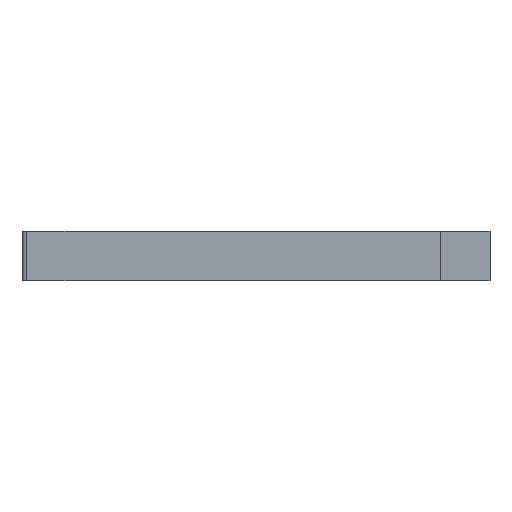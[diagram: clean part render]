
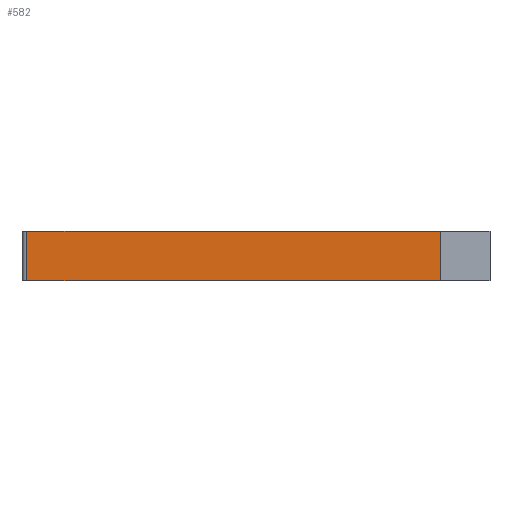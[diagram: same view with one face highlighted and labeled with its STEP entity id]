
A CAD part, left-side view. The second image highlights one B-rep face of the part: STEP entity #582.
In plain terms, the highlighted planar face has unit normal (-1, 0, 0).
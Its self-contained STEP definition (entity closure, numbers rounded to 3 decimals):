
#28 = LINE ( 'NONE', #145, #1050 ) ;
#51 = EDGE_CURVE ( 'NONE', #692, #334, #28, .T. ) ;
#57 = FACE_OUTER_BOUND ( 'NONE', #1614, .T. ) ;
#77 = CARTESIAN_POINT ( 'NONE',  ( -2.7, 46.5, 5. ) ) ;
#145 = CARTESIAN_POINT ( 'NONE',  ( -2.7, 5., 5. ) ) ;
#148 = CARTESIAN_POINT ( 'NONE',  ( -2.7, 46.5, 0. ) ) ;
#210 = LINE ( 'NONE', #1794, #1172 ) ;
#232 = CARTESIAN_POINT ( 'NONE',  ( -2.7, 5., 5. ) ) ;
#332 = DIRECTION ( 'NONE',  ( 0., 0., -1. ) ) ;
#334 = VERTEX_POINT ( 'NONE', #926 ) ;
#406 = AXIS2_PLACEMENT_3D ( 'NONE', #232, #1902, #1145 ) ;
#420 = EDGE_CURVE ( 'NONE', #615, #692, #1421, .T. ) ;
#453 = CARTESIAN_POINT ( 'NONE',  ( -2.7, 5., 5. ) ) ;
#582 = ADVANCED_FACE ( 'NONE', ( #57 ), #688, .F. ) ;
#615 = VERTEX_POINT ( 'NONE', #77 ) ;
#618 = CARTESIAN_POINT ( 'NONE',  ( -2.7, 5., 0. ) ) ;
#688 = PLANE ( 'NONE',  #406 ) ;
#692 = VERTEX_POINT ( 'NONE', #453 ) ;
#693 = DIRECTION ( 'NONE',  ( 0., 0., -1. ) ) ;
#796 = VECTOR ( 'NONE', #964, 1000. ) ;
#813 = CARTESIAN_POINT ( 'NONE',  ( -2.7, 5., 5. ) ) ;
#926 = CARTESIAN_POINT ( 'NONE',  ( -2.7, 5., 0. ) ) ;
#964 = DIRECTION ( 'NONE',  ( 0., -1., 0. ) ) ;
#1050 = VECTOR ( 'NONE', #332, 1000. ) ;
#1108 = ORIENTED_EDGE ( 'NONE', *, *, #51, .F. ) ;
#1117 = VECTOR ( 'NONE', #1857, 1000. ) ;
#1145 = DIRECTION ( 'NONE',  ( 0., 1., 0. ) ) ;
#1172 = VECTOR ( 'NONE', #693, 1000. ) ;
#1183 = ORIENTED_EDGE ( 'NONE', *, *, #1475, .T. ) ;
#1405 = LINE ( 'NONE', #618, #1117 ) ;
#1421 = LINE ( 'NONE', #813, #796 ) ;
#1475 = EDGE_CURVE ( 'NONE', #1735, #334, #1405, .T. ) ;
#1582 = ORIENTED_EDGE ( 'NONE', *, *, #1831, .T. ) ;
#1614 = EDGE_LOOP ( 'NONE', ( #1646, #1582, #1183, #1108 ) ) ;
#1646 = ORIENTED_EDGE ( 'NONE', *, *, #420, .F. ) ;
#1735 = VERTEX_POINT ( 'NONE', #148 ) ;
#1794 = CARTESIAN_POINT ( 'NONE',  ( -2.7, 46.5, 5. ) ) ;
#1831 = EDGE_CURVE ( 'NONE', #615, #1735, #210, .T. ) ;
#1857 = DIRECTION ( 'NONE',  ( 0., -1., 0. ) ) ;
#1902 = DIRECTION ( 'NONE',  ( 1., 0., 0. ) ) ;
